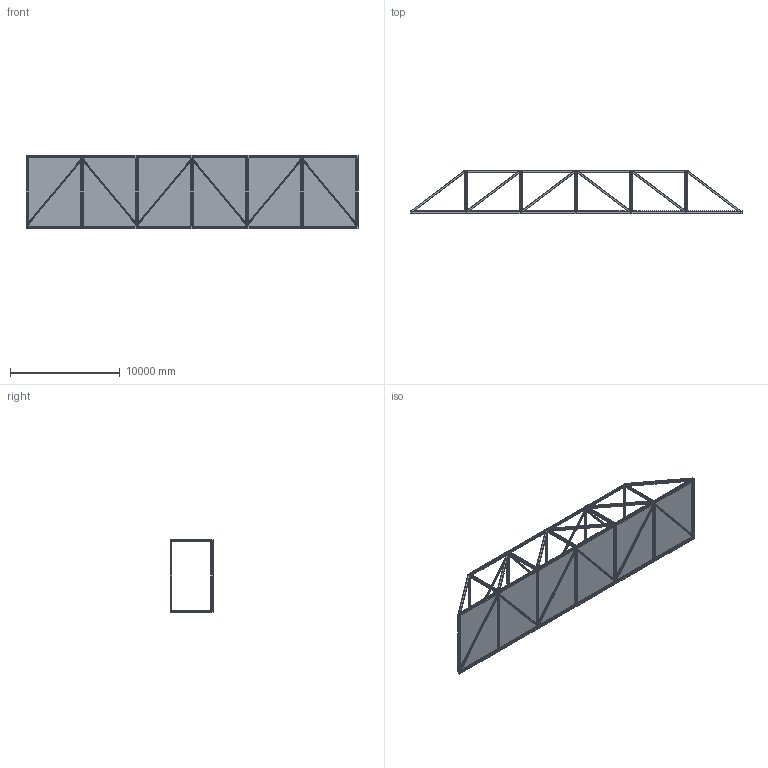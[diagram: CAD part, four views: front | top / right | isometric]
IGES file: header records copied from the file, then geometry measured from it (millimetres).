
Start section: SolidWorks IGES file using analytic representation for surfaces
Global section: file name: Assembly Bridge simple (good).IGS; native system: SolidWorks 2016; preprocessor: SolidWorks 2016; author: lenovo; date: 160115.020058; units: millimetre
Bounding box: 30200 x 3950 x 6650 mm (x, y, z)
Surface area: 753639632.7 mm2 (no closed solid volume)
Topology: 0 solids, 0 shells, 1166 faces, 13624 edges, 13624 vertices
Faces by surface type: bspline 910, revolution 256
